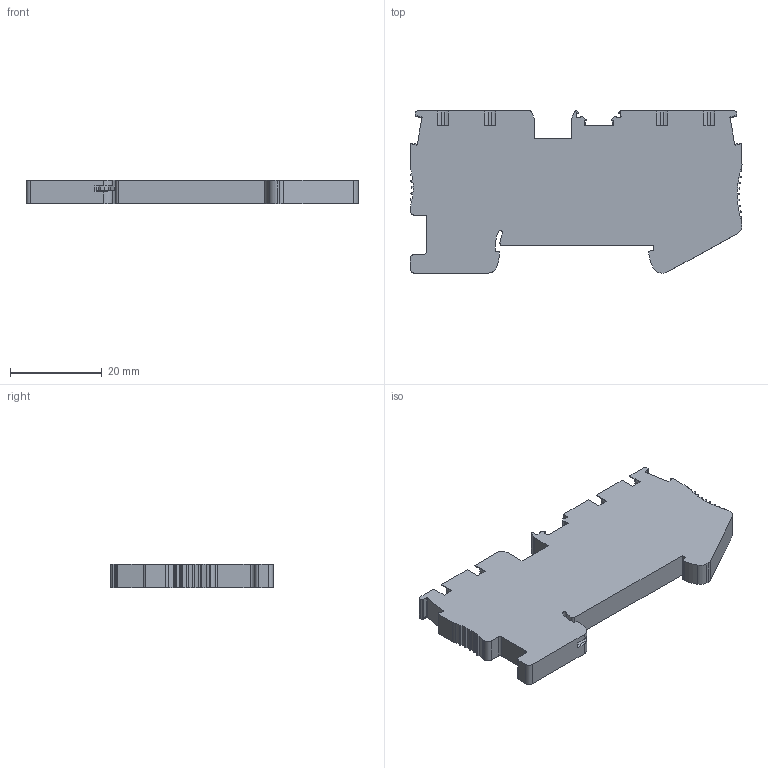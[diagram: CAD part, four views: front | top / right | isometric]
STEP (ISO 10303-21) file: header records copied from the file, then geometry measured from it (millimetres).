
FILE_DESCRIPTION( ('This file contains a STEP AP42 implementation' ,'as created by ZW3D STEP Interface translator.') ,'2;1' );
FILE_NAME( 'RPV2.5-QUATTRO傷赽耀倰.stp' ,'23 6 9.155216', (''), ('ZWCAD Software Co.'), 'Version 1.0', 'ZW3D to STEP translator', '' );
FILE_SCHEMA(('AUTOMOTIVE_DESIGN { 1 0 10303 214 1 1 1 1 }'));
Length unit declared in the file: millimetre
Products named in the file (2): 0; VPR-2.5-QUATTRO傷赽耀倰
Bounding box: 72.5 x 35.4 x 5.15 mm (x, y, z)
Volume: 10530.9 mm3; surface area: 6290.1 mm2
Topology: 5 solids, 5 shells, 433 faces, 1247 edges, 828 vertices
Faces by surface type: plane 283, cylinder 148, bspline 2
Entity records: 14702 total; most frequent: CARTESIAN_POINT 2581, ORIENTED_EDGE 2494, DIRECTION 2402, EDGE_CURVE 1247, VECTOR 938, LINE 938, VERTEX_POINT 828, AXIS2_PLACEMENT_3D 732
